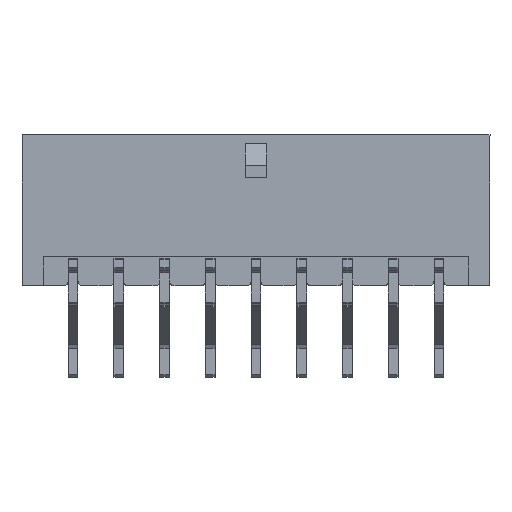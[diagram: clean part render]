
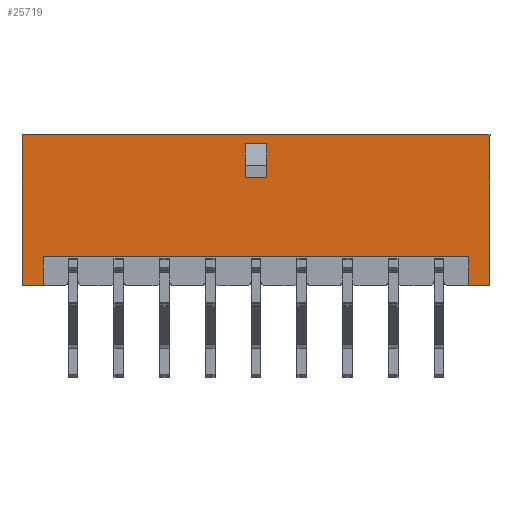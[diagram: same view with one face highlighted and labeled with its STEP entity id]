
A CAD part, top view. The second image highlights one B-rep face of the part: STEP entity #25719.
In plain terms, the highlighted face is planar.
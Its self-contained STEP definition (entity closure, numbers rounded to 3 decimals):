
#1757=ORIENTED_EDGE('',*,*,#6440,.F.);
#1758=ORIENTED_EDGE('',*,*,#6926,.F.);
#1759=ORIENTED_EDGE('',*,*,#6927,.T.);
#1760=ORIENTED_EDGE('',*,*,#6928,.T.);
#1761=ORIENTED_EDGE('',*,*,#6929,.F.);
#1762=ORIENTED_EDGE('',*,*,#6930,.F.);
#1763=ORIENTED_EDGE('',*,*,#6435,.F.);
#1764=ORIENTED_EDGE('',*,*,#6438,.F.);
#1765=ORIENTED_EDGE('',*,*,#6379,.T.);
#1766=ORIENTED_EDGE('',*,*,#6386,.T.);
#1767=ORIENTED_EDGE('',*,*,#6375,.F.);
#1768=ORIENTED_EDGE('',*,*,#6384,.F.);
#6375=EDGE_CURVE('',#9091,#9092,#10862,.T.);
#6379=EDGE_CURVE('',#9095,#9096,#10866,.T.);
#6384=EDGE_CURVE('',#9095,#9091,#10871,.T.);
#6386=EDGE_CURVE('',#9096,#9092,#10873,.T.);
#6435=EDGE_CURVE('',#9137,#9138,#10904,.T.);
#6438=EDGE_CURVE('',#9139,#9137,#10907,.T.);
#6440=EDGE_CURVE('',#9140,#9139,#10909,.T.);
#6926=EDGE_CURVE('',#9469,#9140,#11373,.T.);
#6927=EDGE_CURVE('',#9469,#9470,#11374,.T.);
#6928=EDGE_CURVE('',#9470,#9471,#11375,.T.);
#6929=EDGE_CURVE('',#9472,#9471,#11376,.T.);
#6930=EDGE_CURVE('',#9138,#9472,#11377,.T.);
#9091=VERTEX_POINT('',#33944);
#9092=VERTEX_POINT('',#33945);
#9095=VERTEX_POINT('',#33953);
#9096=VERTEX_POINT('',#33954);
#9137=VERTEX_POINT('',#34056);
#9138=VERTEX_POINT('',#34057);
#9139=VERTEX_POINT('',#34062);
#9140=VERTEX_POINT('',#34066);
#9469=VERTEX_POINT('',#35011);
#9470=VERTEX_POINT('',#35013);
#9471=VERTEX_POINT('',#35015);
#9472=VERTEX_POINT('',#35017);
#10862=LINE('',#33943,#13385);
#10866=LINE('',#33952,#13389);
#10871=LINE('',#33962,#13394);
#10873=LINE('',#33966,#13396);
#10904=LINE('',#34055,#13427);
#10907=LINE('',#34061,#13430);
#10909=LINE('',#34065,#13432);
#11373=LINE('',#35010,#13896);
#11374=LINE('',#35012,#13897);
#11375=LINE('',#35014,#13898);
#11376=LINE('',#35016,#13899);
#11377=LINE('',#35018,#13900);
#13385=VECTOR('',#28508,1000.);
#13389=VECTOR('',#28514,1000.);
#13394=VECTOR('',#28521,1000.);
#13396=VECTOR('',#28527,1000.);
#13427=VECTOR('',#28598,1000.);
#13430=VECTOR('',#28603,1000.);
#13432=VECTOR('',#28607,1000.);
#13896=VECTOR('',#29375,1000.);
#13897=VECTOR('',#29376,1000.);
#13898=VECTOR('',#29377,1000.);
#13899=VECTOR('',#29378,1000.);
#13900=VECTOR('',#29379,1000.);
#15589=EDGE_LOOP('',(#1757,#1758,#1759,#1760,#1761,#1762,#1763,#1764));
#15590=EDGE_LOOP('',(#1765,#1766,#1767,#1768));
#16648=FACE_BOUND('',#15589,.T.);
#16649=FACE_BOUND('',#15590,.T.);
#17689=PLANE('',#26786);
#25719=ADVANCED_FACE('',(#16648,#16649),#17689,.T.);
#26786=AXIS2_PLACEMENT_3D('',#35009,#29373,#29374);
#28508=DIRECTION('',(0.,0.,1.));
#28514=DIRECTION('',(0.,0.,1.));
#28521=DIRECTION('',(0.,-1.,0.));
#28527=DIRECTION('',(0.,-1.,0.));
#28598=DIRECTION('',(0.,0.,-1.));
#28603=DIRECTION('',(0.,1.,0.));
#28607=DIRECTION('',(0.,0.,1.));
#29373=DIRECTION('',(-1.,0.,0.));
#29374=DIRECTION('',(0.,0.,1.));
#29375=DIRECTION('',(0.,1.,0.));
#29376=DIRECTION('',(0.,0.,1.));
#29377=DIRECTION('',(0.,1.,0.));
#29378=DIRECTION('',(0.,0.,1.));
#29379=DIRECTION('',(0.,1.,0.));
#33943=CARTESIAN_POINT('',(-3.43,-0.7,2.15));
#33944=CARTESIAN_POINT('',(-3.43,-0.7,2.15));
#33945=CARTESIAN_POINT('',(-3.43,-0.7,4.35));
#33952=CARTESIAN_POINT('',(-3.43,0.7,2.15));
#33953=CARTESIAN_POINT('',(-3.43,0.7,2.15));
#33954=CARTESIAN_POINT('',(-3.43,0.7,4.35));
#33962=CARTESIAN_POINT('',(-3.43,0.7,2.15));
#33966=CARTESIAN_POINT('',(-3.43,0.7,4.35));
#34055=CARTESIAN_POINT('',(-3.43,13.94,-3.05));
#34056=CARTESIAN_POINT('',(-3.43,13.94,-3.05));
#34057=CARTESIAN_POINT('',(-3.43,13.94,-4.95));
#34061=CARTESIAN_POINT('',(-3.43,-13.94,-3.05));
#34062=CARTESIAN_POINT('',(-3.43,-13.94,-3.05));
#34065=CARTESIAN_POINT('',(-3.43,-13.94,-4.95));
#34066=CARTESIAN_POINT('',(-3.43,-13.94,-4.95));
#35009=CARTESIAN_POINT('',(-3.43,-15.35,-4.95));
#35010=CARTESIAN_POINT('',(-3.43,-15.35,-4.95));
#35011=CARTESIAN_POINT('',(-3.43,-15.35,-4.95));
#35012=CARTESIAN_POINT('',(-3.43,-15.35,-4.95));
#35013=CARTESIAN_POINT('',(-3.43,-15.35,4.95));
#35014=CARTESIAN_POINT('',(-3.43,-15.35,4.95));
#35015=CARTESIAN_POINT('',(-3.43,15.35,4.95));
#35016=CARTESIAN_POINT('',(-3.43,15.35,-4.95));
#35017=CARTESIAN_POINT('',(-3.43,15.35,-4.95));
#35018=CARTESIAN_POINT('',(-3.43,-15.35,-4.95));
